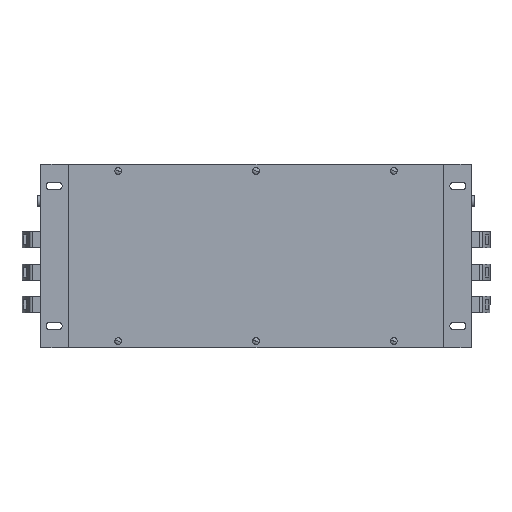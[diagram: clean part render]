
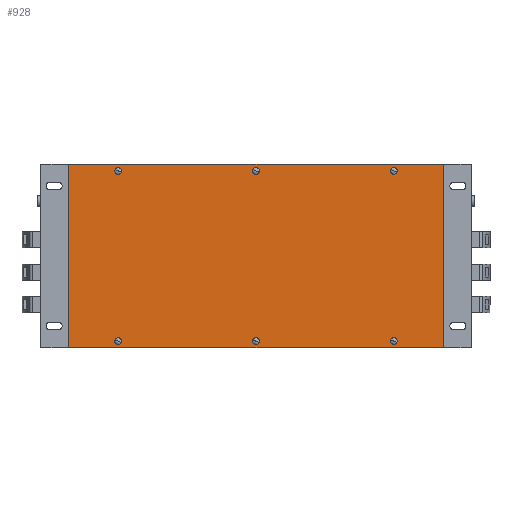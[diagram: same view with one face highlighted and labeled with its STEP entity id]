
A CAD part, front view. The second image highlights one B-rep face of the part: STEP entity #928.
In plain terms, the highlighted planar face has unit normal (0, -1, 0).
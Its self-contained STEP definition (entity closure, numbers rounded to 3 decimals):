
#47 = DIRECTION ( 'NONE',  ( -1., 0., 0. ) ) ;
#90 = DIRECTION ( 'NONE',  ( 0., -1., 0. ) ) ;
#153 = VERTEX_POINT ( 'NONE', #4254 ) ;
#190 = FACE_BOUND ( 'NONE', #8766, .T. ) ;
#214 = VECTOR ( 'NONE', #3199, 1000. ) ;
#250 = DIRECTION ( 'NONE',  ( 1., 0., 0. ) ) ;
#362 = ORIENTED_EDGE ( 'NONE', *, *, #5082, .F. ) ;
#555 = CIRCLE ( 'NONE', #8034, 3.15 ) ;
#558 = CARTESIAN_POINT ( 'NONE',  ( 128., -87., 79. ) ) ;
#628 = DIRECTION ( 'NONE',  ( -1., 0., 0. ) ) ;
#630 = DIRECTION ( 'NONE',  ( 0., -1., 0. ) ) ;
#693 = DIRECTION ( 'NONE',  ( -1., 0., 0. ) ) ;
#715 = DIRECTION ( 'NONE',  ( -1., 0., 0. ) ) ;
#799 = DIRECTION ( 'NONE',  ( 0., -1., 0. ) ) ;
#858 = EDGE_CURVE ( 'NONE', #939, #3978, #10319, .T. ) ;
#863 = EDGE_LOOP ( 'NONE', ( #6703, #362 ) ) ;
#928 = ADVANCED_FACE ( 'NONE', ( #190, #8219, #5908, #9806, #982, #9158, #4220 ), #1783, .F. ) ;
#939 = VERTEX_POINT ( 'NONE', #2573 ) ;
#982 = FACE_BOUND ( 'NONE', #3960, .T. ) ;
#994 = CARTESIAN_POINT ( 'NONE',  ( 126.789, -87., -81.908 ) ) ;
#1087 = DIRECTION ( 'NONE',  ( 0., -1., 0. ) ) ;
#1244 = CIRCLE ( 'NONE', #8711, 3.15 ) ;
#1285 = LINE ( 'NONE', #3735, #214 ) ;
#1358 = CARTESIAN_POINT ( 'NONE',  ( -174., -87., 85. ) ) ;
#1395 = AXIS2_PLACEMENT_3D ( 'NONE', #9862, #4179, #8905 ) ;
#1620 = DIRECTION ( 'NONE',  ( -1., 0., 0. ) ) ;
#1648 = EDGE_LOOP ( 'NONE', ( #2124, #1839, #4409, #6844 ) ) ;
#1731 = VERTEX_POINT ( 'NONE', #5684 ) ;
#1783 = PLANE ( 'NONE',  #8996 ) ;
#1839 = ORIENTED_EDGE ( 'NONE', *, *, #8198, .F. ) ;
#1867 = CARTESIAN_POINT ( 'NONE',  ( 129.211, -87., -76.092 ) ) ;
#1872 = ORIENTED_EDGE ( 'NONE', *, *, #8841, .F. ) ;
#1893 = LINE ( 'NONE', #4388, #2599 ) ;
#1895 = ORIENTED_EDGE ( 'NONE', *, *, #9963, .F. ) ;
#1923 = CIRCLE ( 'NONE', #8378, 3.15 ) ;
#1933 = DIRECTION ( 'NONE',  ( 0., 1., 0. ) ) ;
#1941 = VERTEX_POINT ( 'NONE', #1358 ) ;
#2124 = ORIENTED_EDGE ( 'NONE', *, *, #3713, .T. ) ;
#2281 = CARTESIAN_POINT ( 'NONE',  ( 128., -87., -79. ) ) ;
#2327 = VERTEX_POINT ( 'NONE', #8239 ) ;
#2360 = CARTESIAN_POINT ( 'NONE',  ( 128., -87., 79. ) ) ;
#2413 = DIRECTION ( 'NONE',  ( 0., -1., 0. ) ) ;
#2518 = CARTESIAN_POINT ( 'NONE',  ( 0., -87., 79. ) ) ;
#2573 = CARTESIAN_POINT ( 'NONE',  ( 1.211, -87., 81.908 ) ) ;
#2599 = VECTOR ( 'NONE', #4344, 1000. ) ;
#2707 = CARTESIAN_POINT ( 'NONE',  ( 129.211, -87., 81.908 ) ) ;
#2751 = DIRECTION ( 'NONE',  ( -1., 0., 0. ) ) ;
#2774 = EDGE_CURVE ( 'NONE', #4332, #3116, #10033, .T. ) ;
#2851 = ORIENTED_EDGE ( 'NONE', *, *, #3958, .F. ) ;
#3058 = DIRECTION ( 'NONE',  ( 0., 0., 1. ) ) ;
#3066 = DIRECTION ( 'NONE',  ( 0., -1., 0. ) ) ;
#3071 = AXIS2_PLACEMENT_3D ( 'NONE', #3665, #7003, #5299 ) ;
#3075 = EDGE_CURVE ( 'NONE', #5874, #8295, #1285, .T. ) ;
#3093 = CARTESIAN_POINT ( 'NONE',  ( -129.211, -87., 76.092 ) ) ;
#3116 = VERTEX_POINT ( 'NONE', #3093 ) ;
#3152 = CARTESIAN_POINT ( 'NONE',  ( 126.789, -87., 76.092 ) ) ;
#3199 = DIRECTION ( 'NONE',  ( -1., 0., 0. ) ) ;
#3223 = LINE ( 'NONE', #7214, #8722 ) ;
#3353 = EDGE_CURVE ( 'NONE', #9426, #10186, #5129, .T. ) ;
#3665 = CARTESIAN_POINT ( 'NONE',  ( -128., -87., 79. ) ) ;
#3713 = EDGE_CURVE ( 'NONE', #4260, #1941, #1893, .T. ) ;
#3735 = CARTESIAN_POINT ( 'NONE',  ( -174., -87., -85. ) ) ;
#3840 = VERTEX_POINT ( 'NONE', #8060 ) ;
#3958 = EDGE_CURVE ( 'NONE', #3978, #939, #5980, .T. ) ;
#3960 = EDGE_LOOP ( 'NONE', ( #7607, #5929 ) ) ;
#3978 = VERTEX_POINT ( 'NONE', #6399 ) ;
#3992 = DIRECTION ( 'NONE',  ( -1., 0., 0. ) ) ;
#4037 = EDGE_LOOP ( 'NONE', ( #9202, #4512 ) ) ;
#4167 = CARTESIAN_POINT ( 'NONE',  ( 174., -87., 85. ) ) ;
#4170 = AXIS2_PLACEMENT_3D ( 'NONE', #558, #9479, #6187 ) ;
#4179 = DIRECTION ( 'NONE',  ( 0., -1., 0. ) ) ;
#4220 = FACE_OUTER_BOUND ( 'NONE', #1648, .T. ) ;
#4254 = CARTESIAN_POINT ( 'NONE',  ( -126.789, -87., -76.092 ) ) ;
#4260 = VERTEX_POINT ( 'NONE', #4167 ) ;
#4332 = VERTEX_POINT ( 'NONE', #8098 ) ;
#4344 = DIRECTION ( 'NONE',  ( -1., 0., 0. ) ) ;
#4388 = CARTESIAN_POINT ( 'NONE',  ( -174., -87., 85. ) ) ;
#4392 = DIRECTION ( 'NONE',  ( 0., -1., 0. ) ) ;
#4409 = ORIENTED_EDGE ( 'NONE', *, *, #3075, .F. ) ;
#4512 = ORIENTED_EDGE ( 'NONE', *, *, #8827, .F. ) ;
#4712 = VERTEX_POINT ( 'NONE', #2707 ) ;
#4783 = DIRECTION ( 'NONE',  ( 0., -1., 0. ) ) ;
#5024 = DIRECTION ( 'NONE',  ( -1., 0., 0. ) ) ;
#5082 = EDGE_CURVE ( 'NONE', #10186, #9426, #8723, .T. ) ;
#5129 = CIRCLE ( 'NONE', #5809, 3.15 ) ;
#5237 = EDGE_LOOP ( 'NONE', ( #5937, #1895 ) ) ;
#5254 = EDGE_LOOP ( 'NONE', ( #6711, #2851 ) ) ;
#5299 = DIRECTION ( 'NONE',  ( -1., 0., 0. ) ) ;
#5444 = AXIS2_PLACEMENT_3D ( 'NONE', #8901, #90, #6565 ) ;
#5596 = CARTESIAN_POINT ( 'NONE',  ( 0., -87., -79. ) ) ;
#5684 = CARTESIAN_POINT ( 'NONE',  ( -129.211, -87., -81.908 ) ) ;
#5745 = DIRECTION ( 'NONE',  ( 0., 0., 1. ) ) ;
#5809 = AXIS2_PLACEMENT_3D ( 'NONE', #7063, #3066, #628 ) ;
#5846 = AXIS2_PLACEMENT_3D ( 'NONE', #10133, #4392, #2751 ) ;
#5850 = EDGE_CURVE ( 'NONE', #153, #1731, #1244, .T. ) ;
#5874 = VERTEX_POINT ( 'NONE', #6478 ) ;
#5908 = FACE_BOUND ( 'NONE', #4037, .T. ) ;
#5919 = EDGE_CURVE ( 'NONE', #2327, #3840, #6508, .T. ) ;
#5929 = ORIENTED_EDGE ( 'NONE', *, *, #7153, .F. ) ;
#5937 = ORIENTED_EDGE ( 'NONE', *, *, #5850, .F. ) ;
#5980 = CIRCLE ( 'NONE', #1395, 3.15 ) ;
#6097 = EDGE_CURVE ( 'NONE', #5874, #4260, #3223, .T. ) ;
#6158 = CARTESIAN_POINT ( 'NONE',  ( -174., -87., -85. ) ) ;
#6187 = DIRECTION ( 'NONE',  ( -1., 0., 0. ) ) ;
#6399 = CARTESIAN_POINT ( 'NONE',  ( -1.211, -87., 76.092 ) ) ;
#6478 = CARTESIAN_POINT ( 'NONE',  ( 174., -87., -85. ) ) ;
#6508 = CIRCLE ( 'NONE', #7537, 3.15 ) ;
#6565 = DIRECTION ( 'NONE',  ( -1., 0., 0. ) ) ;
#6611 = CARTESIAN_POINT ( 'NONE',  ( -174., -87., -85. ) ) ;
#6703 = ORIENTED_EDGE ( 'NONE', *, *, #3353, .F. ) ;
#6711 = ORIENTED_EDGE ( 'NONE', *, *, #858, .F. ) ;
#6844 = ORIENTED_EDGE ( 'NONE', *, *, #6097, .T. ) ;
#6984 = CIRCLE ( 'NONE', #3071, 3.15 ) ;
#7003 = DIRECTION ( 'NONE',  ( 0., -1., 0. ) ) ;
#7024 = AXIS2_PLACEMENT_3D ( 'NONE', #2281, #630, #47 ) ;
#7063 = CARTESIAN_POINT ( 'NONE',  ( 128., -87., -79. ) ) ;
#7153 = EDGE_CURVE ( 'NONE', #3116, #4332, #6984, .T. ) ;
#7214 = CARTESIAN_POINT ( 'NONE',  ( 174., -87., -85. ) ) ;
#7290 = CARTESIAN_POINT ( 'NONE',  ( -174., -87., -85. ) ) ;
#7341 = CARTESIAN_POINT ( 'NONE',  ( -128., -87., -79. ) ) ;
#7459 = LINE ( 'NONE', #7290, #7677 ) ;
#7537 = AXIS2_PLACEMENT_3D ( 'NONE', #7976, #4783, #3992 ) ;
#7607 = ORIENTED_EDGE ( 'NONE', *, *, #2774, .F. ) ;
#7677 = VECTOR ( 'NONE', #5745, 1000. ) ;
#7976 = CARTESIAN_POINT ( 'NONE',  ( 0., -87., -79. ) ) ;
#7990 = VERTEX_POINT ( 'NONE', #3152 ) ;
#8034 = AXIS2_PLACEMENT_3D ( 'NONE', #2360, #2413, #715 ) ;
#8060 = CARTESIAN_POINT ( 'NONE',  ( -1.211, -87., -81.908 ) ) ;
#8098 = CARTESIAN_POINT ( 'NONE',  ( -126.789, -87., 81.908 ) ) ;
#8198 = EDGE_CURVE ( 'NONE', #8295, #1941, #7459, .T. ) ;
#8219 = FACE_BOUND ( 'NONE', #5254, .T. ) ;
#8239 = CARTESIAN_POINT ( 'NONE',  ( 1.211, -87., -76.092 ) ) ;
#8295 = VERTEX_POINT ( 'NONE', #6158 ) ;
#8378 = AXIS2_PLACEMENT_3D ( 'NONE', #5596, #8838, #1620 ) ;
#8711 = AXIS2_PLACEMENT_3D ( 'NONE', #7341, #799, #693 ) ;
#8722 = VECTOR ( 'NONE', #3058, 1000. ) ;
#8723 = CIRCLE ( 'NONE', #7024, 3.15 ) ;
#8766 = EDGE_LOOP ( 'NONE', ( #9373, #1872 ) ) ;
#8827 = EDGE_CURVE ( 'NONE', #7990, #4712, #555, .T. ) ;
#8838 = DIRECTION ( 'NONE',  ( 0., -1., 0. ) ) ;
#8841 = EDGE_CURVE ( 'NONE', #3840, #2327, #1923, .T. ) ;
#8901 = CARTESIAN_POINT ( 'NONE',  ( -128., -87., 79. ) ) ;
#8905 = DIRECTION ( 'NONE',  ( -1., 0., 0. ) ) ;
#8996 = AXIS2_PLACEMENT_3D ( 'NONE', #6611, #1933, #250 ) ;
#9158 = FACE_BOUND ( 'NONE', #5237, .T. ) ;
#9202 = ORIENTED_EDGE ( 'NONE', *, *, #10461, .F. ) ;
#9373 = ORIENTED_EDGE ( 'NONE', *, *, #5919, .F. ) ;
#9426 = VERTEX_POINT ( 'NONE', #1867 ) ;
#9479 = DIRECTION ( 'NONE',  ( 0., -1., 0. ) ) ;
#9806 = FACE_BOUND ( 'NONE', #863, .T. ) ;
#9862 = CARTESIAN_POINT ( 'NONE',  ( 0., -87., 79. ) ) ;
#9963 = EDGE_CURVE ( 'NONE', #1731, #153, #10423, .T. ) ;
#10033 = CIRCLE ( 'NONE', #5444, 3.15 ) ;
#10133 = CARTESIAN_POINT ( 'NONE',  ( -128., -87., -79. ) ) ;
#10186 = VERTEX_POINT ( 'NONE', #994 ) ;
#10260 = CIRCLE ( 'NONE', #4170, 3.15 ) ;
#10319 = CIRCLE ( 'NONE', #10348, 3.15 ) ;
#10348 = AXIS2_PLACEMENT_3D ( 'NONE', #2518, #1087, #5024 ) ;
#10423 = CIRCLE ( 'NONE', #5846, 3.15 ) ;
#10461 = EDGE_CURVE ( 'NONE', #4712, #7990, #10260, .T. ) ;
